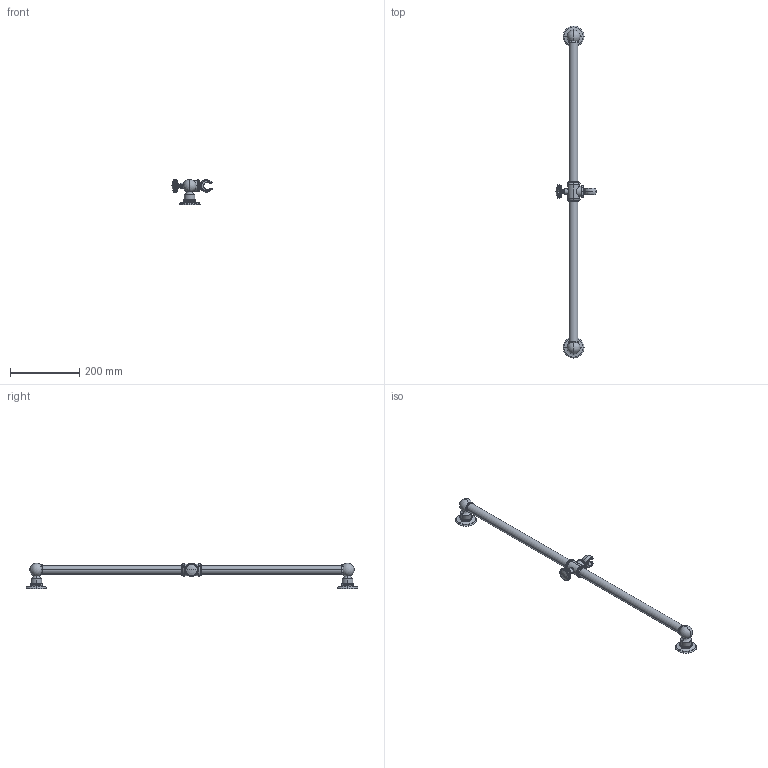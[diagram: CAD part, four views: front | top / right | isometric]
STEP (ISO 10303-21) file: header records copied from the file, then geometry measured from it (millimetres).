
FILE_DESCRIPTION((''),'2;1');
FILE_NAME('294-1_SW0001','2011-07-15T',('pnmurthy'),(''),'PRO/ENGINEER BY PARAMETRIC TECHNOLOGY CORPORATION, 2009300','PRO/ENGINEER BY PARAMETRIC TECHNOLOGY CORPORATION, 2009300','');
FILE_SCHEMA(('CONFIG_CONTROL_DESIGN'));
Length unit declared in the file: inch
Products named in the file (1): 294-1_SW0001
Bounding box: 116.42 x 962.15 x 73.45 mm (x, y, z)
Surface area: 128864.8 mm2 (no closed solid volume)
Topology: 0 solids, 22 shells, 401 faces, 1276 edges, 836 vertices
Faces by surface type: cylinder 167, plane 147, torus 58, bspline 20, sphere 8, cone 1
Entity records: 17904 total; most frequent: CARTESIAN_POINT 7506, ORIENTED_EDGE 2192, DIRECTION 2003, EDGE_CURVE 1270, VERTEX_POINT 836, AXIS2_PLACEMENT_3D 825, B_SPLINE_CURVE_WITH_KNOTS 473, CIRCLE 444
